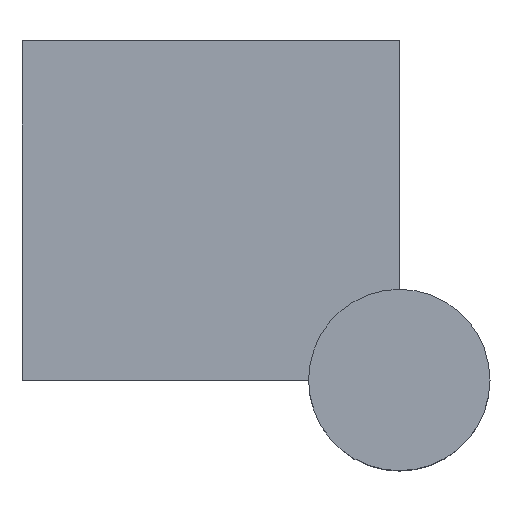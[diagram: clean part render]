
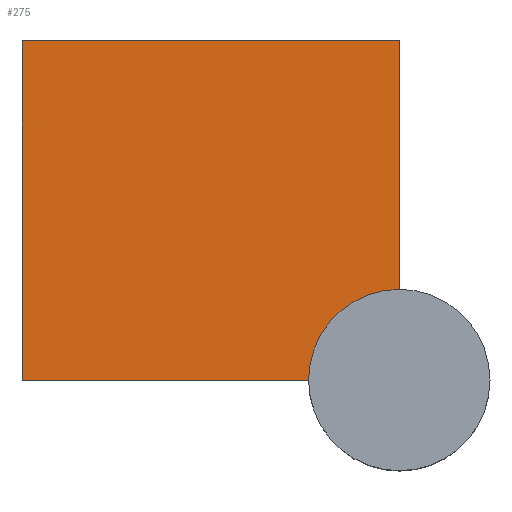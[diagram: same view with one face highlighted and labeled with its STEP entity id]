
A CAD part, top view. The second image highlights one B-rep face of the part: STEP entity #275.
In plain terms, the highlighted planar face has unit normal (0, 0, 1).
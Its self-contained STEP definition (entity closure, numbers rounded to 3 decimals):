
#89=CARTESIAN_POINT('',(21.973,15.213,-0.636));
#90=VERTEX_POINT('',#89);
#113=CARTESIAN_POINT('',(28.926,22.166,-0.636));
#114=VERTEX_POINT('',#113);
#122=CARTESIAN_POINT('',(28.926,15.213,-0.636));
#123=DIRECTION('',(0.0,0.0,-1.0));
#124=DIRECTION('',(1.0,0.0,0.0));
#125=AXIS2_PLACEMENT_3D('',#122,#123,#124);
#126=CIRCLE('',#125,6.952);
#127=EDGE_CURVE('',#90,#114,#126,.T.);
#195=CARTESIAN_POINT('',(28.926,41.249,-0.636));
#196=VERTEX_POINT('',#195);
#203=CARTESIAN_POINT('',(28.926,41.249,-0.636));
#204=DIRECTION('',(0.0,-1.0,0.0));
#205=VECTOR('',#204,19.083);
#206=LINE('',#203,#205);
#207=EDGE_CURVE('',#196,#114,#206,.T.);
#220=CARTESIAN_POINT('',(0.0,15.213,-0.636));
#221=VERTEX_POINT('',#220);
#228=CARTESIAN_POINT('',(0.0,41.249,-0.636));
#229=VERTEX_POINT('',#228);
#230=CARTESIAN_POINT('',(0.0,15.213,-0.636));
#231=DIRECTION('',(0.0,1.0,0.0));
#232=VECTOR('',#231,26.036);
#233=LINE('',#230,#232);
#234=EDGE_CURVE('',#221,#229,#233,.T.);
#253=CARTESIAN_POINT('',(14.463,28.231,-0.636));
#254=DIRECTION('',(0.0,0.0,-1.0));
#255=DIRECTION('',(1.0,0.0,0.0));
#256=AXIS2_PLACEMENT_3D('',#253,#254,#255);
#257=PLANE('',#256);
#258=ORIENTED_EDGE('',*,*,#127,.T.);
#259=ORIENTED_EDGE('',*,*,#207,.F.);
#260=CARTESIAN_POINT('',(28.926,41.249,-0.636));
#261=DIRECTION('',(-1.0,0.0,0.0));
#262=VECTOR('',#261,28.926);
#263=LINE('',#260,#262);
#264=EDGE_CURVE('',#196,#229,#263,.T.);
#265=ORIENTED_EDGE('',*,*,#264,.T.);
#266=ORIENTED_EDGE('',*,*,#234,.F.);
#267=CARTESIAN_POINT('',(21.973,15.213,-0.636));
#268=DIRECTION('',(-1.0,0.0,0.0));
#269=VECTOR('',#268,21.973);
#270=LINE('',#267,#269);
#271=EDGE_CURVE('',#90,#221,#270,.T.);
#272=ORIENTED_EDGE('',*,*,#271,.F.);
#273=EDGE_LOOP('',(#258,#259,#265,#266,#272));
#274=FACE_OUTER_BOUND('',#273,.T.);
#275=ADVANCED_FACE('',(#274),#257,.F.);
